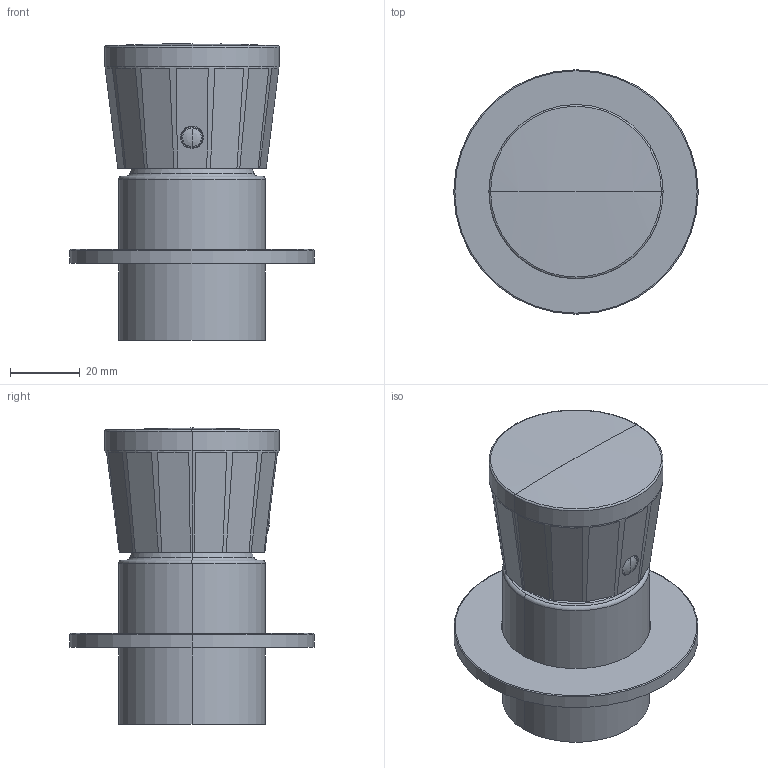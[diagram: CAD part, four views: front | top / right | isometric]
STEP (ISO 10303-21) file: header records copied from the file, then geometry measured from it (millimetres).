
FILE_DESCRIPTION((''),'2;1');
FILE_NAME('OIELED088RO_ASM','2025-10-16T14:45:33',('Administrator'),(''),'CREO PARAMETRIC BY PTC INC, 2024493','CREO PARAMETRIC BY PTC INC, 2024493','');
FILE_SCHEMA(('CONFIG_CONTROL_DESIGN','SHAPE_APPEARANCE_LAYERS_GROUPS'));
Length unit declared in the file: millimetre
Products named in the file (6): OIBR00949; OIBR00242; OIOR00091; OIBR00948; OIAQ00013; OIELED088RO_ASM
Assembly tree (5 placements, depth 2):
  OIELED088RO_ASM
    OIBR00949
    OIBR00242
    OIOR00091
    OIBR00948
    OIAQ00013
Bounding box: 70 x 70 x 84.92 mm (x, y, z)
Volume: 44156.7 mm3; surface area: 37020.6 mm2
Topology: 5 solids, 6 shells, 157 faces, 388 edges, 241 vertices
Faces by surface type: plane 61, cylinder 48, torus 18, cone 18, bspline 8, sphere 4
Entity records: 6939 total; most frequent: CARTESIAN_POINT 1562, DIRECTION 794, ORIENTED_EDGE 760, PRESENTATION_STYLE_ASSIGNMENT 441, STYLED_ITEM 441, CURVE_STYLE 382, EDGE_CURVE 382, AXIS2_PLACEMENT_3D 329
